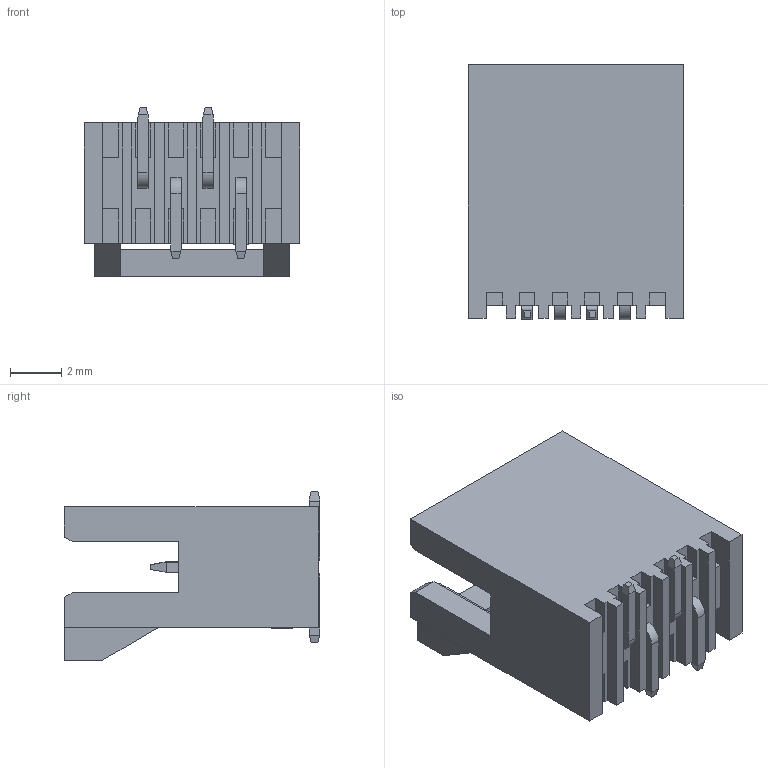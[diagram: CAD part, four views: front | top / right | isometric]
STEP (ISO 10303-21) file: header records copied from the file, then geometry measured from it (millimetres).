
FILE_DESCRIPTION( ('This file contains a STEP AP42 implementation' ,'as created by ZW3D STEP Interface translator.') ,'2;1' );
FILE_NAME( 'WF1271-1WMH04XXBT1A.stp' ,'24 1 2.1521 1', (''), ('ZWCAD Software Co.'), 'Version 1.0', 'ZW3D to STEP translator', '' );
FILE_SCHEMA(('AUTOMOTIVE_DESIGN { 1 0 10303 214 1 1 1 1 }'));
Length unit declared in the file: millimetre
Products named in the file (2): 0; WF1271-1WMH04XXBT1A
Bounding box: 8.41 x 9.95 x 6.61 mm (x, y, z)
Volume: 213.9 mm3; surface area: 533.4 mm2
Topology: 1 solids, 1 shells, 198 faces, 558 edges, 368 vertices
Faces by surface type: plane 190, bspline 8
Entity records: 7695 total; most frequent: CARTESIAN_POINT 3102, ORIENTED_EDGE 1116, DIRECTION 575, EDGE_CURVE 558, VERTEX_POINT 368, B_SPLINE_CURVE_WITH_KNOTS 353, EDGE_LOOP 206, FACE_OUTER_BOUND 198
